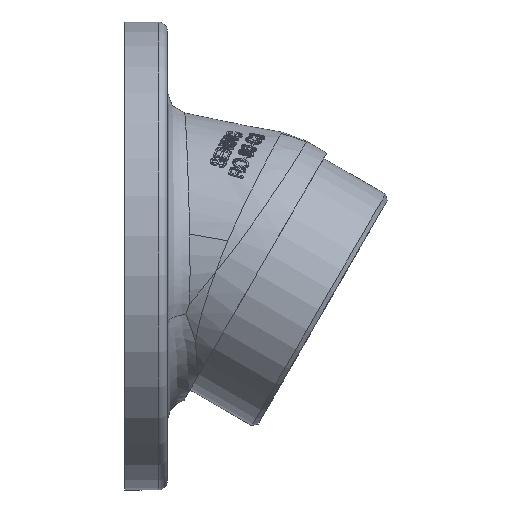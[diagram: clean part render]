
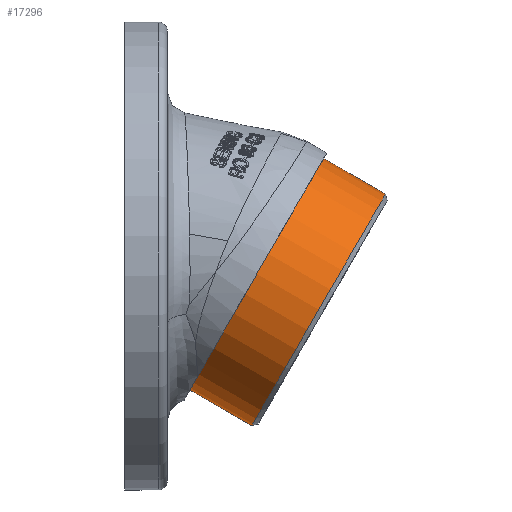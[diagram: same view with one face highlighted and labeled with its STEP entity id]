
A CAD part, top view. The second image highlights one B-rep face of the part: STEP entity #17296.
In plain terms, the highlighted cylindrical face has radius 43.94 mm (diameter 87.88 mm), a partial arc.
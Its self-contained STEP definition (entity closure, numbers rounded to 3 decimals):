
#1519 = AXIS2_PLACEMENT_3D ( 'NONE', #14686, #14687, #14688 ) ;
#1759 = AXIS2_PLACEMENT_3D ( 'NONE', #20475, #20464, #20465 ) ;
#2981 = CARTESIAN_POINT ( 'NONE',  ( 85.714, 20.303, 7. ) ) ;
#2989 = CARTESIAN_POINT ( 'NONE',  ( 65.362, 32.053, 7. ) ) ;
#3160 = CARTESIAN_POINT ( 'NONE',  ( 21.422, -44.053, 7. ) ) ;
#4899 = VECTOR ( 'NONE', #22966, 1000. ) ;
#4951 = LINE ( 'NONE', #22965, #4899 ) ;
#6100 = CARTESIAN_POINT ( 'NONE',  ( 41.774, -55.803, 7. ) ) ;
#6432 = VERTEX_POINT ( 'NONE', #6100 ) ;
#6442 = VERTEX_POINT ( 'NONE', #2989 ) ;
#6451 = VERTEX_POINT ( 'NONE', #2981 ) ;
#6467 = VERTEX_POINT ( 'NONE', #3160 ) ;
#6839 = CARTESIAN_POINT ( 'NONE',  ( 21.422, -44.053, 7. ) ) ;
#6851 = DIRECTION ( 'NONE',  ( 0.866, -0.5, 0. ) ) ;
#7119 = CYLINDRICAL_SURFACE ( 'NONE', #1759, 43.94 ) ;
#7129 = FACE_OUTER_BOUND ( 'NONE', #9390, .T. ) ;
#8020 = EDGE_CURVE ( 'NONE', #6432, #6451, #9151, .T. ) ;
#8084 = EDGE_CURVE ( 'NONE', #6467, #6432, #9355, .T. ) ;
#8518 = VECTOR ( 'NONE', #6851, 1000. ) ;
#8582 = ORIENTED_EDGE ( 'NONE', *, *, #8084, .T. ) ;
#8918 = ORIENTED_EDGE ( 'NONE', *, *, #8020, .T. ) ;
#9151 = CIRCLE ( 'NONE', #17501, 43.94 ) ;
#9355 = LINE ( 'NONE', #6839, #8518 ) ;
#9390 = EDGE_LOOP ( 'NONE', ( #9643, #8582, #8918, #9641 ) ) ;
#9641 = ORIENTED_EDGE ( 'NONE', *, *, #10345, .F. ) ;
#9643 = ORIENTED_EDGE ( 'NONE', *, *, #10467, .T. ) ;
#10345 = EDGE_CURVE ( 'NONE', #6442, #6451, #4951, .T. ) ;
#10467 = EDGE_CURVE ( 'NONE', #6442, #6467, #10932, .T. ) ;
#10856 = CARTESIAN_POINT ( 'NONE',  ( 63.744, -17.75, 7. ) ) ;
#10860 = DIRECTION ( 'NONE',  ( -0.866, 0.5, 0. ) ) ;
#10862 = DIRECTION ( 'NONE',  ( 0.5, 0.866, 0. ) ) ;
#10932 = CIRCLE ( 'NONE', #1519, 43.94 ) ;
#14686 = CARTESIAN_POINT ( 'NONE',  ( 43.392, -6., 7. ) ) ;
#14687 = DIRECTION ( 'NONE',  ( 0.866, -0.5, 0. ) ) ;
#14688 = DIRECTION ( 'NONE',  ( 0.5, 0.866, 0. ) ) ;
#17296 = ADVANCED_FACE ( 'NONE', ( #7129 ), #7119, .T. ) ;
#17501 = AXIS2_PLACEMENT_3D ( 'NONE', #10856, #10860, #10862 ) ;
#20464 = DIRECTION ( 'NONE',  ( 0.866, -0.5, 0. ) ) ;
#20465 = DIRECTION ( 'NONE',  ( 0.5, 0.866, 0. ) ) ;
#20475 = CARTESIAN_POINT ( 'NONE',  ( 43.392, -6., 7. ) ) ;
#22965 = CARTESIAN_POINT ( 'NONE',  ( 65.362, 32.053, 7. ) ) ;
#22966 = DIRECTION ( 'NONE',  ( 0.866, -0.5, 0. ) ) ;
